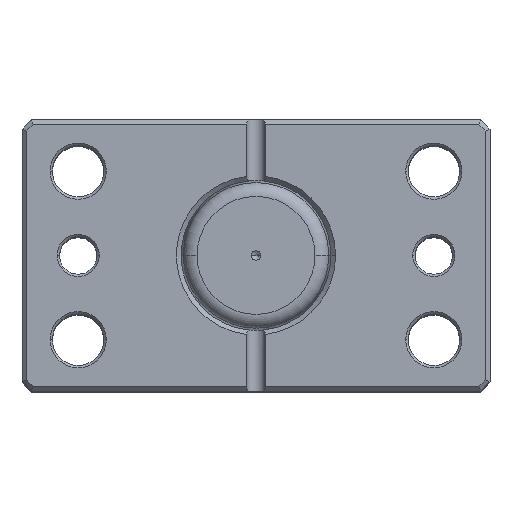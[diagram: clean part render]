
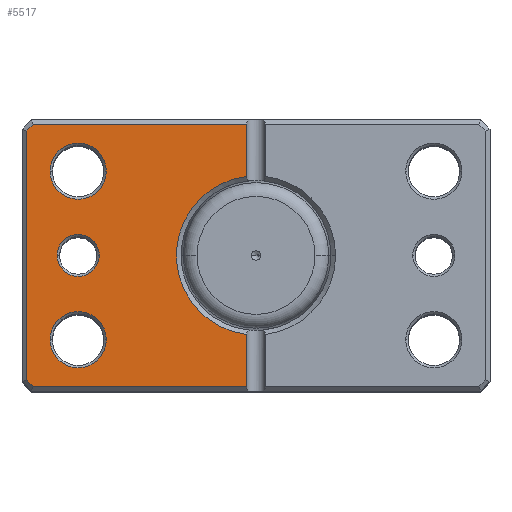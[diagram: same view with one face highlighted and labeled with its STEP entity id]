
A CAD part, top view. The second image highlights one B-rep face of the part: STEP entity #5517.
In plain terms, the highlighted face is planar.
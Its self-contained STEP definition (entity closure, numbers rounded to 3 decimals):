
#96 = AXIS2_PLACEMENT_3D ( 'NONE', #1848, #5691, #2388 ) ;
#157 = CARTESIAN_POINT ( 'NONE',  ( 44., 18., 0. ) ) ;
#304 = DIRECTION ( 'NONE',  ( 0., 0., 1. ) ) ;
#389 = DIRECTION ( 'NONE',  ( 0., 1., 0. ) ) ;
#410 = ORIENTED_EDGE ( 'NONE', *, *, #3987, .T. ) ;
#450 = EDGE_CURVE ( 'NONE', #561, #5100, #4486, .T. ) ;
#459 = AXIS2_PLACEMENT_3D ( 'NONE', #6240, #2946, #6801 ) ;
#561 = VERTEX_POINT ( 'NONE', #3429 ) ;
#607 = EDGE_CURVE ( 'NONE', #2200, #2821, #881, .T. ) ;
#695 = PLANE ( 'NONE',  #969 ) ;
#725 = DIRECTION ( 'NONE',  ( 0., 0., 1. ) ) ;
#881 = CIRCLE ( 'NONE', #5886, 6. ) ;
#969 = AXIS2_PLACEMENT_3D ( 'NONE', #6765, #725, #4571 ) ;
#975 = AXIS2_PLACEMENT_3D ( 'NONE', #4990, #1680, #5536 ) ;
#1013 = ORIENTED_EDGE ( 'NONE', *, *, #1148, .T. ) ;
#1048 = DIRECTION ( 'NONE',  ( 0., 0., 1. ) ) ;
#1055 = VERTEX_POINT ( 'NONE', #4519 ) ;
#1122 = ORIENTED_EDGE ( 'NONE', *, *, #450, .T. ) ;
#1141 = AXIS2_PLACEMENT_3D ( 'NONE', #3606, #304, #4153 ) ;
#1148 = EDGE_CURVE ( 'NONE', #4920, #3933, #6033, .T. ) ;
#1246 = FACE_BOUND ( 'NONE', #1889, .T. ) ;
#1257 = CARTESIAN_POINT ( 'NONE',  ( 38., -18., 0. ) ) ;
#1422 = FACE_BOUND ( 'NONE', #2242, .T. ) ;
#1469 = CARTESIAN_POINT ( 'NONE',  ( 0., -28., 0. ) ) ;
#1621 = CARTESIAN_POINT ( 'NONE',  ( 32., 18., 0. ) ) ;
#1680 = DIRECTION ( 'NONE',  ( 0., 0., 1. ) ) ;
#1825 = DIRECTION ( 'NONE',  ( 0., -1., 0. ) ) ;
#1831 = VECTOR ( 'NONE', #6899, 1000. ) ;
#1840 = CARTESIAN_POINT ( 'NONE',  ( 37.793, -37.793, 0. ) ) ;
#1848 = CARTESIAN_POINT ( 'NONE',  ( 38., 18., 0. ) ) ;
#1889 = EDGE_LOOP ( 'NONE', ( #3535, #4474 ) ) ;
#1908 = EDGE_LOOP ( 'NONE', ( #5315, #1122, #410, #1013, #6166, #5842, #4005, #6599 ) ) ;
#1987 = VERTEX_POINT ( 'NONE', #4160 ) ;
#2021 = CARTESIAN_POINT ( 'NONE',  ( 47.586, 28., 0. ) ) ;
#2058 = DIRECTION ( 'NONE',  ( 0., 0., 1. ) ) ;
#2107 = CIRCLE ( 'NONE', #5657, 6. ) ;
#2189 = AXIS2_PLACEMENT_3D ( 'NONE', #4203, #6419, #3483 ) ;
#2191 = CIRCLE ( 'NONE', #96, 6. ) ;
#2200 = VERTEX_POINT ( 'NONE', #3212 ) ;
#2242 = EDGE_LOOP ( 'NONE', ( #2335, #6902 ) ) ;
#2310 = EDGE_CURVE ( 'NONE', #1987, #1055, #5460, .T. ) ;
#2319 = CIRCLE ( 'NONE', #975, 4.5 ) ;
#2335 = ORIENTED_EDGE ( 'NONE', *, *, #6429, .T. ) ;
#2337 = VECTOR ( 'NONE', #4546, 1000. ) ;
#2343 = LINE ( 'NONE', #4232, #3632 ) ;
#2381 = CARTESIAN_POINT ( 'NONE',  ( 2., 29., 0. ) ) ;
#2388 = DIRECTION ( 'NONE',  ( 1., 0., 0. ) ) ;
#2463 = CARTESIAN_POINT ( 'NONE',  ( 33.5, 0., 0. ) ) ;
#2506 = VECTOR ( 'NONE', #1825, 1000. ) ;
#2550 = VECTOR ( 'NONE', #2929, 1000. ) ;
#2688 = EDGE_CURVE ( 'NONE', #4342, #2834, #6900, .T. ) ;
#2693 = CARTESIAN_POINT ( 'NONE',  ( 49., -26.586, 0. ) ) ;
#2710 = LINE ( 'NONE', #2381, #2550 ) ;
#2720 = EDGE_CURVE ( 'NONE', #6926, #5264, #5449, .T. ) ;
#2821 = VERTEX_POINT ( 'NONE', #4929 ) ;
#2834 = VERTEX_POINT ( 'NONE', #1621 ) ;
#2929 = DIRECTION ( 'NONE',  ( 0., 1., 0. ) ) ;
#2946 = DIRECTION ( 'NONE',  ( 0., 0., 1. ) ) ;
#3129 = EDGE_CURVE ( 'NONE', #2834, #4342, #2191, .T. ) ;
#3212 = CARTESIAN_POINT ( 'NONE',  ( 44., -18., 0. ) ) ;
#3218 = CIRCLE ( 'NONE', #1141, 4.5 ) ;
#3378 = EDGE_CURVE ( 'NONE', #2821, #2200, #2107, .T. ) ;
#3411 = CARTESIAN_POINT ( 'NONE',  ( 49., 26.586, 0. ) ) ;
#3429 = CARTESIAN_POINT ( 'NONE',  ( 2., -16.882, 0. ) ) ;
#3461 = CARTESIAN_POINT ( 'NONE',  ( 49., 0., 0. ) ) ;
#3467 = VERTEX_POINT ( 'NONE', #5801 ) ;
#3483 = DIRECTION ( 'NONE',  ( 1., 0., 0. ) ) ;
#3535 = ORIENTED_EDGE ( 'NONE', *, *, #3378, .T. ) ;
#3606 = CARTESIAN_POINT ( 'NONE',  ( 38., 0., 0. ) ) ;
#3632 = VECTOR ( 'NONE', #389, 1000. ) ;
#3933 = VERTEX_POINT ( 'NONE', #2021 ) ;
#3981 = CARTESIAN_POINT ( 'NONE',  ( 37.793, 37.793, 0. ) ) ;
#3987 = EDGE_CURVE ( 'NONE', #5100, #4920, #2343, .T. ) ;
#4005 = ORIENTED_EDGE ( 'NONE', *, *, #5548, .T. ) ;
#4153 = DIRECTION ( 'NONE',  ( 1., 0., 0. ) ) ;
#4160 = CARTESIAN_POINT ( 'NONE',  ( 47.586, -28., 0. ) ) ;
#4164 = FACE_BOUND ( 'NONE', #7118, .T. ) ;
#4203 = CARTESIAN_POINT ( 'NONE',  ( 0., 0., 0. ) ) ;
#4232 = CARTESIAN_POINT ( 'NONE',  ( 2., 29., 0. ) ) ;
#4318 = EDGE_CURVE ( 'NONE', #3933, #6926, #6725, .T. ) ;
#4331 = DIRECTION ( 'NONE',  ( 1., 0., 0. ) ) ;
#4342 = VERTEX_POINT ( 'NONE', #157 ) ;
#4474 = ORIENTED_EDGE ( 'NONE', *, *, #607, .T. ) ;
#4486 = CIRCLE ( 'NONE', #2189, 17. ) ;
#4519 = CARTESIAN_POINT ( 'NONE',  ( 2., -28., 0. ) ) ;
#4546 = DIRECTION ( 'NONE',  ( 0.707, -0.707, 0. ) ) ;
#4571 = DIRECTION ( 'NONE',  ( 1., 0., 0. ) ) ;
#4581 = EDGE_CURVE ( 'NONE', #3467, #5593, #3218, .T. ) ;
#4920 = VERTEX_POINT ( 'NONE', #6146 ) ;
#4929 = CARTESIAN_POINT ( 'NONE',  ( 32., -18., 0. ) ) ;
#4990 = CARTESIAN_POINT ( 'NONE',  ( 38., 0., 0. ) ) ;
#5100 = VERTEX_POINT ( 'NONE', #5751 ) ;
#5106 = ORIENTED_EDGE ( 'NONE', *, *, #2688, .T. ) ;
#5166 = DIRECTION ( 'NONE',  ( -0.707, -0.707, 0. ) ) ;
#5264 = VERTEX_POINT ( 'NONE', #2693 ) ;
#5315 = ORIENTED_EDGE ( 'NONE', *, *, #5532, .T. ) ;
#5324 = VECTOR ( 'NONE', #5166, 1000. ) ;
#5371 = CARTESIAN_POINT ( 'NONE',  ( 38., -18., 0. ) ) ;
#5449 = LINE ( 'NONE', #3461, #2506 ) ;
#5460 = LINE ( 'NONE', #1469, #6728 ) ;
#5517 = ADVANCED_FACE ( 'NONE', ( #1422, #1246, #4164, #7101 ), #695, .F. ) ;
#5532 = EDGE_CURVE ( 'NONE', #1055, #561, #2710, .T. ) ;
#5536 = DIRECTION ( 'NONE',  ( 1., 0., 0. ) ) ;
#5548 = EDGE_CURVE ( 'NONE', #5264, #1987, #6763, .T. ) ;
#5593 = VERTEX_POINT ( 'NONE', #2463 ) ;
#5657 = AXIS2_PLACEMENT_3D ( 'NONE', #5371, #2058, #5910 ) ;
#5691 = DIRECTION ( 'NONE',  ( 0., 0., 1. ) ) ;
#5751 = CARTESIAN_POINT ( 'NONE',  ( 2., 16.882, 0. ) ) ;
#5801 = CARTESIAN_POINT ( 'NONE',  ( 42.5, 0., 0. ) ) ;
#5842 = ORIENTED_EDGE ( 'NONE', *, *, #2720, .T. ) ;
#5886 = AXIS2_PLACEMENT_3D ( 'NONE', #1257, #1048, #4331 ) ;
#5910 = DIRECTION ( 'NONE',  ( 1., 0., 0. ) ) ;
#5933 = ORIENTED_EDGE ( 'NONE', *, *, #3129, .T. ) ;
#6033 = LINE ( 'NONE', #6427, #1831 ) ;
#6146 = CARTESIAN_POINT ( 'NONE',  ( 2., 28., 0. ) ) ;
#6166 = ORIENTED_EDGE ( 'NONE', *, *, #4318, .T. ) ;
#6240 = CARTESIAN_POINT ( 'NONE',  ( 38., 18., 0. ) ) ;
#6419 = DIRECTION ( 'NONE',  ( 0., 0., 1. ) ) ;
#6427 = CARTESIAN_POINT ( 'NONE',  ( 0., 28., 0. ) ) ;
#6429 = EDGE_CURVE ( 'NONE', #5593, #3467, #2319, .T. ) ;
#6437 = DIRECTION ( 'NONE',  ( -1., 0., 0. ) ) ;
#6599 = ORIENTED_EDGE ( 'NONE', *, *, #2310, .T. ) ;
#6725 = LINE ( 'NONE', #3981, #2337 ) ;
#6728 = VECTOR ( 'NONE', #6437, 1000. ) ;
#6763 = LINE ( 'NONE', #1840, #5324 ) ;
#6765 = CARTESIAN_POINT ( 'NONE',  ( 0., 0., 0. ) ) ;
#6801 = DIRECTION ( 'NONE',  ( 1., 0., 0. ) ) ;
#6899 = DIRECTION ( 'NONE',  ( 1., 0., 0. ) ) ;
#6900 = CIRCLE ( 'NONE', #459, 6. ) ;
#6902 = ORIENTED_EDGE ( 'NONE', *, *, #4581, .T. ) ;
#6926 = VERTEX_POINT ( 'NONE', #3411 ) ;
#7101 = FACE_OUTER_BOUND ( 'NONE', #1908, .T. ) ;
#7118 = EDGE_LOOP ( 'NONE', ( #5933, #5106 ) ) ;
